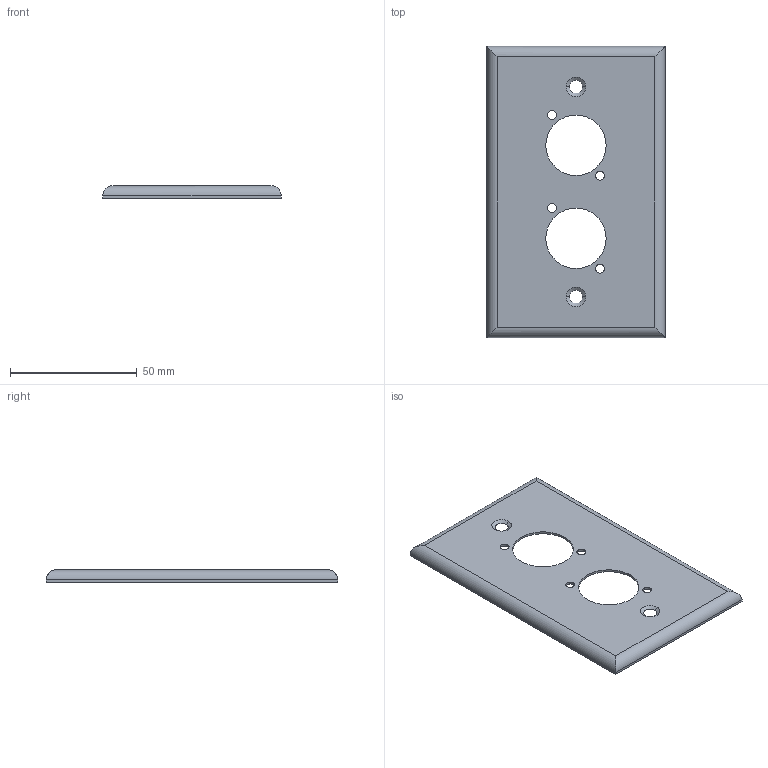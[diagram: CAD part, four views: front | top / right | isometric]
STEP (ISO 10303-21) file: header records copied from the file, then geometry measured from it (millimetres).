
FILE_DESCRIPTION (( 'STEP AP203' ), '1' );
FILE_NAME ('WPXLR-2B.STEP', '2010-07-21T16:19:16', ( 'x' ), ( 'Microsoft' ), 'SwSTEP 2.0', 'SolidWorks 2010', '' );
FILE_SCHEMA (( 'CONFIG_CONTROL_DESIGN' ));
Length unit declared in the file: inch
Products named in the file (1): WPXLR-2B
Bounding box: 70.48 x 115.06 x 5 mm (x, y, z)
Volume: 7638.5 mm3; surface area: 16502.9 mm2
Topology: 1 solids, 1 shells, 35 faces, 88 edges, 56 vertices
Faces by surface type: cylinder 20, plane 11, cone 4
Entity records: 1161 total; most frequent: CARTESIAN_POINT 204, DIRECTION 184, ORIENTED_EDGE 176, EDGE_CURVE 88, AXIS2_PLACEMENT_3D 68, VERTEX_POINT 56, EDGE_LOOP 52, VECTOR 48
